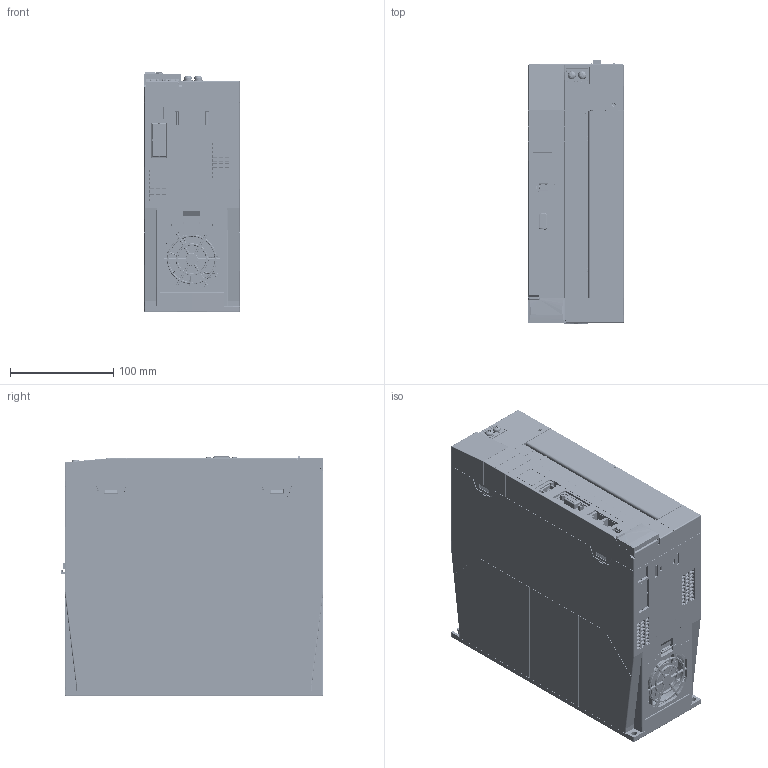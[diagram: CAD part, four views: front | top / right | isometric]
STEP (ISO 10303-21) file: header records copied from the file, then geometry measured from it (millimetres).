
FILE_DESCRIPTION((''),'2;1');
FILE_NAME('X5-7500_ASM-XUANRAN_ASM_ASM8','2024-10-08T14:17:30',('cheny'),('Invt'),'CREO PARAMETRIC BY PTC INC, 2020053','CREO PARAMETRIC BY PTC INC, 2020053','');
FILE_SCHEMA(('CONFIG_CONTROL_DESIGN'));
Products named in the file (1): X5-7500_ASM-XUANRAN_ASM_ASM8
Bounding box: 92 x 254.2 x 232 mm (x, y, z)
Surface area: 774173.7 mm2 (no closed solid volume)
Topology: 0 solids, 182 shells, 16005 faces, 42850 edges, 27428 vertices
Faces by surface type: plane 11067, cylinder 3092, torus 746, bspline 514, cone 327, sphere 231, extrusion 28
Entity records: 539149 total; most frequent: CARTESIAN_POINT 147313, ORIENTED_EDGE 83673, DIRECTION 75597, EDGE_CURVE 42629, VECTOR 30799, LINE 30771, VERTEX_POINT 27432, AXIS2_PLACEMENT_3D 22399
